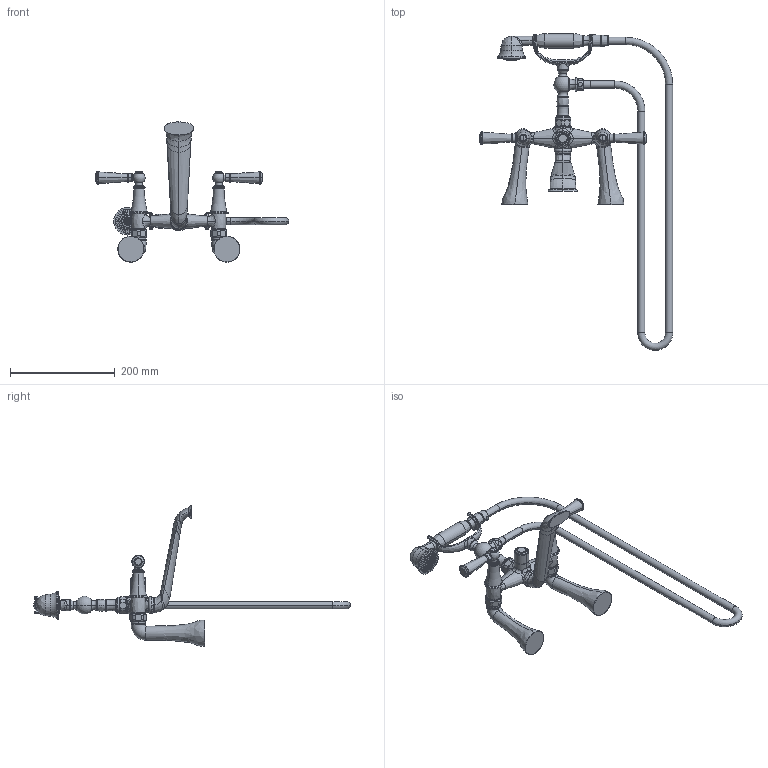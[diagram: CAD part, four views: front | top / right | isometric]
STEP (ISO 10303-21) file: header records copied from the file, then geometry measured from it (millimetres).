
FILE_DESCRIPTION((''),'2;1');
FILE_NAME('2400-4273','2021-01-15T12:06:01',('jinson.thomas'),(''),'CREO PARAMETRIC BY PTC INC, 2018400','CREO PARAMETRIC BY PTC INC, 2018400','');
FILE_SCHEMA(('CONFIG_CONTROL_DESIGN'));
Length unit declared in the file: inch
Products named in the file (1): 2400-4273
Bounding box: 370.17 x 606.04 x 268.56 mm (x, y, z)
Volume: 1036294.5 mm3; surface area: 197362.8 mm2
Topology: 1 solids, 1 shells, 831 faces, 1888 edges, 1152 vertices
Faces by surface type: cylinder 243, bspline 165, torus 158, plane 145, cone 86, sphere 30, extrusion 4
Entity records: 42714 total; most frequent: CARTESIAN_POINT 25411, ORIENTED_EDGE 3760, DIRECTION 3296, EDGE_CURVE 1880, AXIS2_PLACEMENT_3D 1446, VERTEX_POINT 1152, EDGE_LOOP 936, FACE_OUTER_BOUND 831
